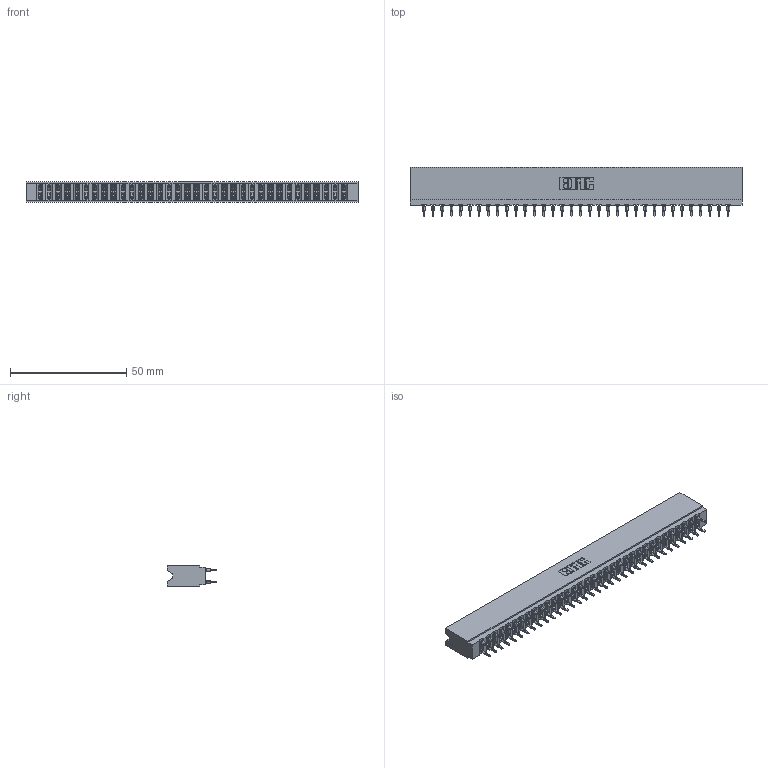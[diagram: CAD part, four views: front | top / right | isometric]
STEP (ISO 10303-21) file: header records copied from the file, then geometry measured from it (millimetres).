
FILE_DESCRIPTION (( 'STEP AP203' ), '1' );
FILE_NAME ('737-068-520-206.STEP', '2026-03-06T00:56:01', ( '' ), ( '' ), 'SwSTEP 2.0', 'SolidWorks 2023', '' );
FILE_SCHEMA (( 'CONFIG_CONTROL_DESIGN' ));
Length unit declared in the file: millimetre
Products named in the file (3): 745-292-001_520; 737 Part_Insulator Option - 06; 737-068-520-206
Assembly tree (69 placements, depth 2):
  737-068-520-206
    737 Part_Insulator Option - 06
    745-292-001_520  x68
Bounding box: 142.6 x 21.22 x 8.89 mm (x, y, z)
Volume: 14006.5 mm3; surface area: 20194.6 mm2
Topology: 69 solids, 69 shells, 6215 faces, 16713 edges, 10506 vertices
Faces by surface type: plane 3217, bspline 1360, cylinder 1230, torus 408
Entity records: 59441 total; most frequent: CARTESIAN_POINT 10824, ORIENTED_EDGE 10244, DIRECTION 8948, EDGE_CURVE 5122, LINE 4736, VECTOR 4736, VERTEX_POINT 3270, AXIS2_PLACEMENT_3D 2106
